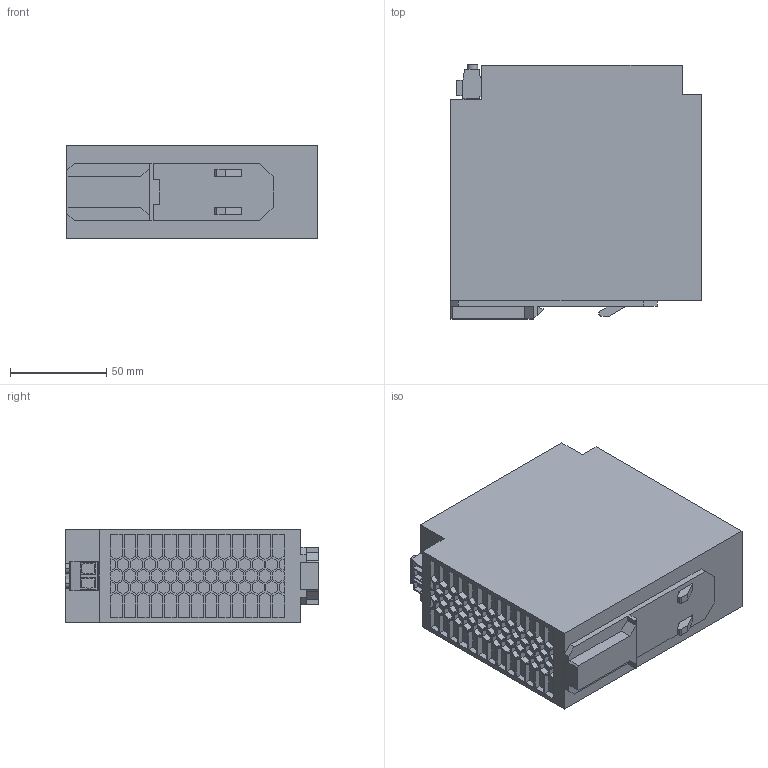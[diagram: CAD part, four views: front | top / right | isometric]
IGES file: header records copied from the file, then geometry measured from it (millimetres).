
Start section: Elysium IGES Interface
Global section: file name: 84H2320555_QUINT_PS_24DC_24DC_10_CO-select.igs; native system: Creo Elements/Direct Modeling 18.1  06-May-2012; preprocessor: Creo Element/Direct IGES_3D V2.2; author: Unknown; organization: Unknown; date: 20130208.121053; units: millimetre
Bounding box: 130.05 x 131.64 x 48 mm (x, y, z)
Volume: 738889.5 mm3; surface area: 69120.5 mm2
Topology: 1 solids, 1 shells, 1063 faces, 2702 edges, 1801 vertices
Faces by surface type: bspline 1063
